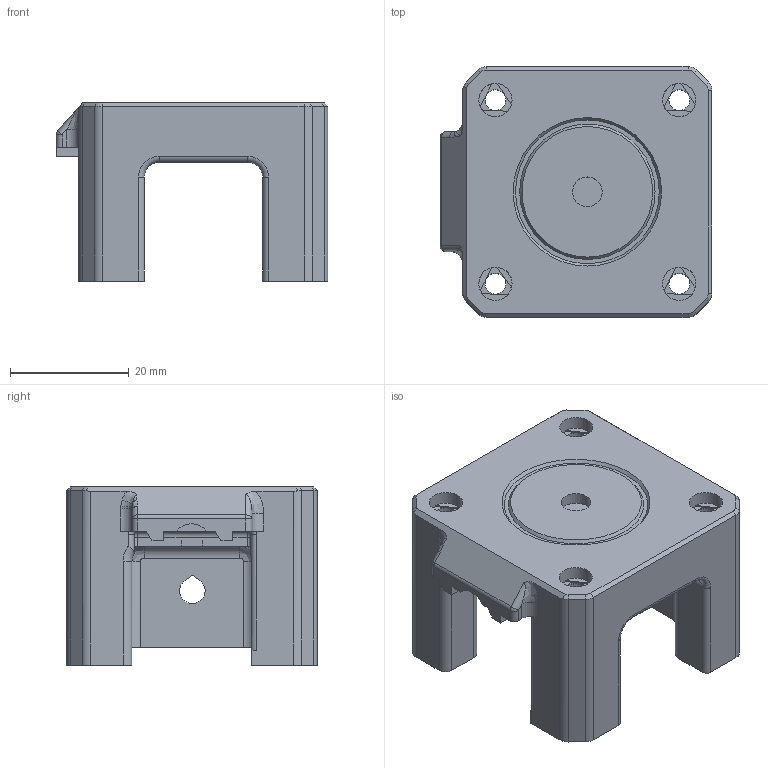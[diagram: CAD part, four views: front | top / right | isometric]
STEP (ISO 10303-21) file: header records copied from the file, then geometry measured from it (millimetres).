
FILE_DESCRIPTION(/* description */ (''),/* implementation_level */ '2;1');
FILE_NAME(/* name */ 'WoodWorker - Tensioner Housing remixed from double shear.step',/* time_stamp */ '2025-05-23T07:59:41-04:00',/* author */ (''),/* organization */ (''),/* preprocessor_version */ 'ST-DEVELOPER v20.1',/* originating_system */ 'Autodesk Translation Framework v14.10.0.0',/* authorisation */ '');
FILE_SCHEMA (('AUTOMOTIVE_DESIGN { 1 0 10303 214 3 1 1 }'));
Length unit declared in the file: millimetre
Products named in the file (1): Lamarc N4Pro Double Shear Limit
Bounding box: 45.77 x 42.22 x 30 mm (x, y, z)
Volume: 25804.5 mm3; surface area: 10413.2 mm2
Topology: 1 solids, 1 shells, 249 faces, 637 edges, 406 vertices
Faces by surface type: plane 128, cylinder 81, torus 19, cone 10, bspline 9, sphere 2
Full cylindrical faces by diameter (mm): 3.49 x2, 3.5 x4, 5 x1, 5.6 x4
Entity records: 7932 total; most frequent: CARTESIAN_POINT 1702, DIRECTION 1321, ORIENTED_EDGE 1280, EDGE_CURVE 640, AXIS2_PLACEMENT_3D 471, VERTEX_POINT 412, LINE 379, VECTOR 379
